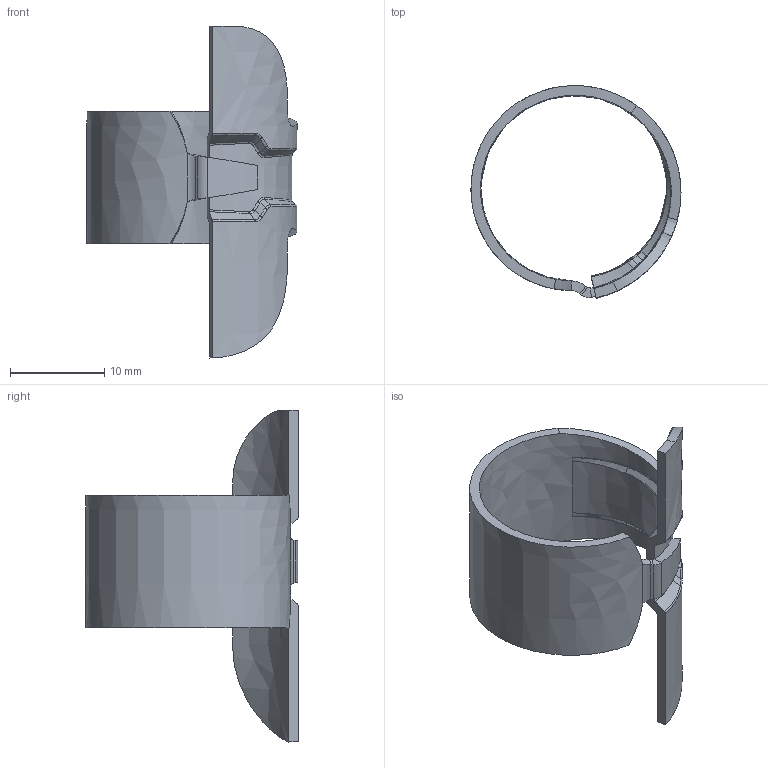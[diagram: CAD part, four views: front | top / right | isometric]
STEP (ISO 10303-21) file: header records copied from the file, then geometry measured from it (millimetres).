
FILE_DESCRIPTION (( 'STEP AP214' ), '1' );
FILE_NAME ('D7140393.STEP', '2022-11-17T22:43:10', ( '' ), ( '' ), 'SwSTEP 2.0', 'SolidWorks 2017', '' );
FILE_SCHEMA (( 'AUTOMOTIVE_DESIGN' ));
Length unit declared in the file: millimetre
Products named in the file (1): D7140393
Bounding box: 22.24 x 22.49 x 35.15 mm (x, y, z)
Volume: 1103.8 mm3; surface area: 2368.9 mm2
Topology: 1 solids, 1 shells, 103 faces, 271 edges, 166 vertices
Faces by surface type: bspline 94, plane 6, sphere 2, cylinder 1
Entity records: 12610 total; most frequent: CARTESIAN_POINT 10894, ORIENTED_EDGE 534, EDGE_CURVE 267, B_SPLINE_CURVE_WITH_KNOTS 266, VERTEX_POINT 166, EDGE_LOOP 103, FACE_OUTER_BOUND 103, ADVANCED_FACE 103
